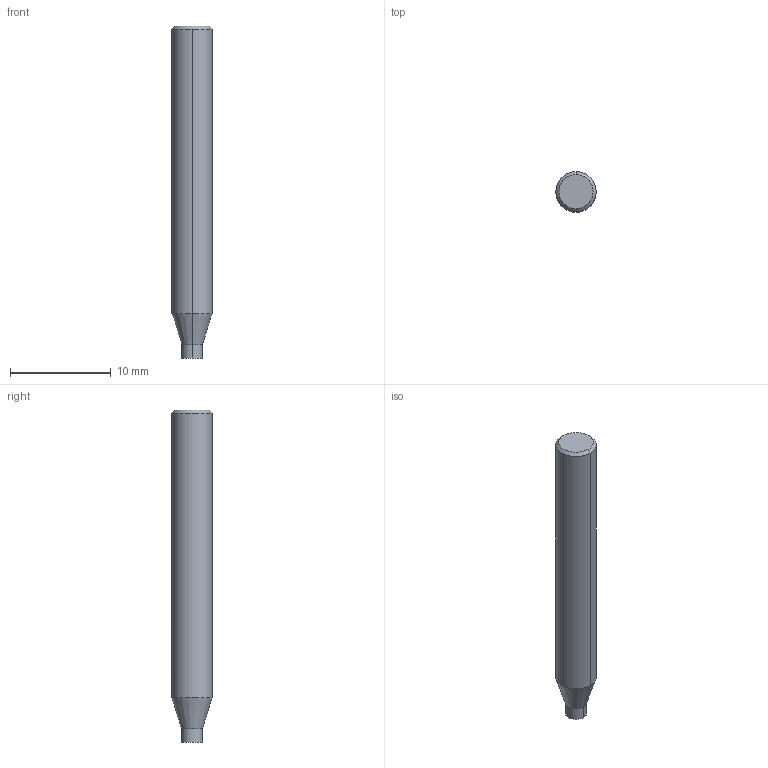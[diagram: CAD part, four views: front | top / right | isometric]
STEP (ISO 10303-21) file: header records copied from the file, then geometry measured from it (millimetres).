
FILE_DESCRIPTION(('no description'),'unknown implementation level');
FILE_NAME('solidrGkND8PYpDFtxCYF5ohftV4rK7o_1.STP',' ',('CIM GmbH Aachen'),('CADClick - KiM GmbH - www.kimweb.de'),'unknown preprocess','ACIS','unknown authorization');
FILE_SCHEMA(('automotive_design'));
Length unit declared in the file: millimetre
Products named in the file (1): 1
Bounding box: 4 x 4 x 33 mm (x, y, z)
Volume: 386.6 mm3; surface area: 413.4 mm2
Topology: 1 solids, 1 shells, 25 faces, 65 edges, 42 vertices
Faces by surface type: cylinder 11, plane 10, cone 4
Entity records: 1736 total; most frequent: CARTESIAN_POINT 352, STYLED_ITEM 133, PRESENTATION_STYLE_ASSIGNMENT 133, COLOUR_RGB 133, DIRECTION 130, ORIENTED_EDGE 130, EDGE_CURVE 65, CURVE_STYLE 65
